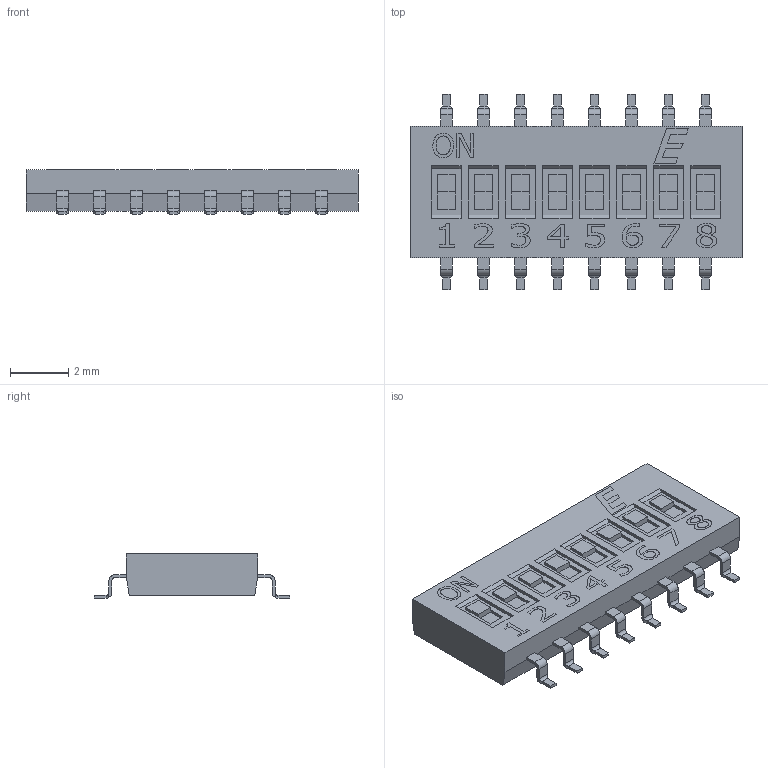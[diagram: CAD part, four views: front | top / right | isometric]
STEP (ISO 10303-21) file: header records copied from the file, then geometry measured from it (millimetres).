
FILE_DESCRIPTION((''),'2;1');
FILE_NAME('KAN1108R.stp','2012-04-27T11:39:34',('rcelander'),(''),'Autodesk Inventor 11','Autodesk Inventor 11','');
FILE_SCHEMA(('AUTOMOTIVE_DESIGN { 1 0 10303 214 1 1 1 1 }'));
Length unit declared in the file: millimetre
Products named in the file (2): N111198; KAN 8
Assembly tree (1 placements, depth 2):
  N111198
    KAN 8
Bounding box: 11.39 x 6.7 x 1.52 mm (x, y, z)
Volume: 71.7 mm3; surface area: 177.1 mm2
Topology: 1 solids, 1 shells, 582 faces, 1500 edges, 952 vertices
Faces by surface type: plane 422, bspline 96, cylinder 64
Entity records: 17917 total; most frequent: CARTESIAN_POINT 4285, ORIENTED_EDGE 3000, DIRECTION 2446, EDGE_CURVE 1500, VECTOR 1148, LINE 1148, VERTEX_POINT 952, AXIS2_PLACEMENT_3D 649
